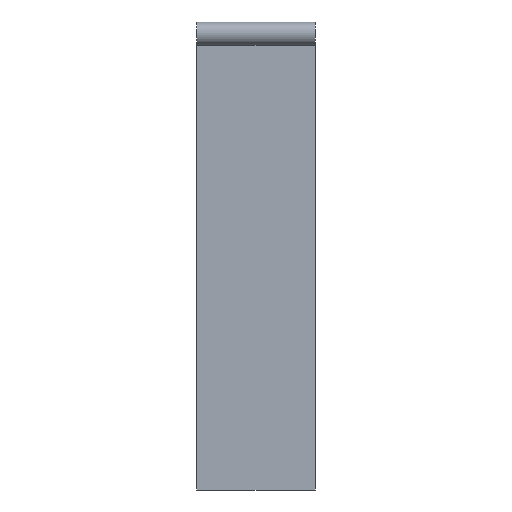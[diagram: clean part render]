
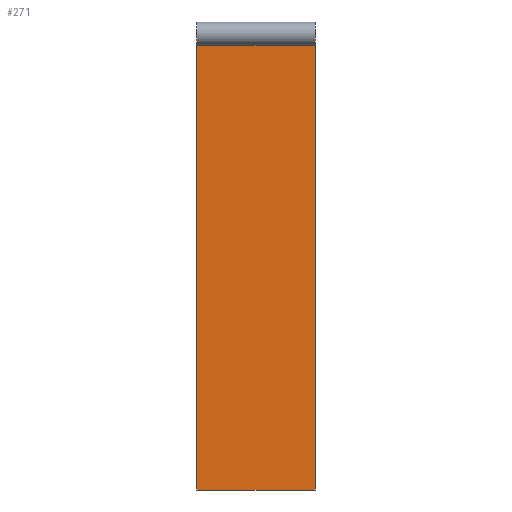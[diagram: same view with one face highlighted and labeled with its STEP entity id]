
A CAD part, front view. The second image highlights one B-rep face of the part: STEP entity #271.
In plain terms, the highlighted planar face has unit normal (0, -1, 0).
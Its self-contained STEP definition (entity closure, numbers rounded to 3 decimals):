
#5 = LINE ( 'NONE', #131, #202 ) ;
#31 = CARTESIAN_POINT ( 'NONE',  ( -20., -1., 0. ) ) ;
#33 = VERTEX_POINT ( 'NONE', #166 ) ;
#34 = CARTESIAN_POINT ( 'NONE',  ( -20., -1., -131.028 ) ) ;
#38 = EDGE_LOOP ( 'NONE', ( #262, #178, #104, #119 ) ) ;
#40 = VECTOR ( 'NONE', #168, 1000. ) ;
#44 = LINE ( 'NONE', #149, #40 ) ;
#52 = VECTOR ( 'NONE', #113, 1000. ) ;
#55 = DIRECTION ( 'NONE',  ( 1., 0., 0. ) ) ;
#63 = AXIS2_PLACEMENT_3D ( 'NONE', #31, #135, #129 ) ;
#92 = CARTESIAN_POINT ( 'NONE',  ( 20., -1., -131.028 ) ) ;
#97 = CARTESIAN_POINT ( 'NONE',  ( -20., -1., 18.972 ) ) ;
#98 = FACE_OUTER_BOUND ( 'NONE', #38, .T. ) ;
#104 = ORIENTED_EDGE ( 'NONE', *, *, #204, .F. ) ;
#106 = VECTOR ( 'NONE', #154, 1000. ) ;
#113 = DIRECTION ( 'NONE',  ( 0., 0., -1. ) ) ;
#118 = LINE ( 'NONE', #133, #52 ) ;
#119 = ORIENTED_EDGE ( 'NONE', *, *, #147, .T. ) ;
#121 = VERTEX_POINT ( 'NONE', #92 ) ;
#129 = DIRECTION ( 'NONE',  ( 0., 0., -1. ) ) ;
#131 = CARTESIAN_POINT ( 'NONE',  ( -20., -1., 18.972 ) ) ;
#133 = CARTESIAN_POINT ( 'NONE',  ( 20., -1., 0. ) ) ;
#135 = DIRECTION ( 'NONE',  ( 0., -1., 0. ) ) ;
#138 = LINE ( 'NONE', #34, #106 ) ;
#142 = VERTEX_POINT ( 'NONE', #171 ) ;
#147 = EDGE_CURVE ( 'NONE', #252, #33, #44, .T. ) ;
#149 = CARTESIAN_POINT ( 'NONE',  ( -20., -1., 0. ) ) ;
#154 = DIRECTION ( 'NONE',  ( 1., 0., 0. ) ) ;
#166 = CARTESIAN_POINT ( 'NONE',  ( -20., -1., -131.028 ) ) ;
#168 = DIRECTION ( 'NONE',  ( 0., 0., -1. ) ) ;
#171 = CARTESIAN_POINT ( 'NONE',  ( 20., -1., 18.972 ) ) ;
#178 = ORIENTED_EDGE ( 'NONE', *, *, #186, .F. ) ;
#186 = EDGE_CURVE ( 'NONE', #142, #121, #118, .T. ) ;
#202 = VECTOR ( 'NONE', #55, 1000. ) ;
#204 = EDGE_CURVE ( 'NONE', #252, #142, #5, .T. ) ;
#214 = EDGE_CURVE ( 'NONE', #33, #121, #138, .T. ) ;
#239 = PLANE ( 'NONE',  #63 ) ;
#252 = VERTEX_POINT ( 'NONE', #97 ) ;
#262 = ORIENTED_EDGE ( 'NONE', *, *, #214, .T. ) ;
#271 = ADVANCED_FACE ( 'NONE', ( #98 ), #239, .T. ) ;
